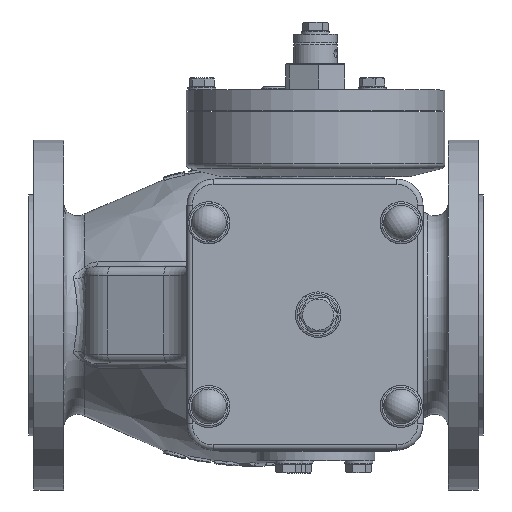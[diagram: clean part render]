
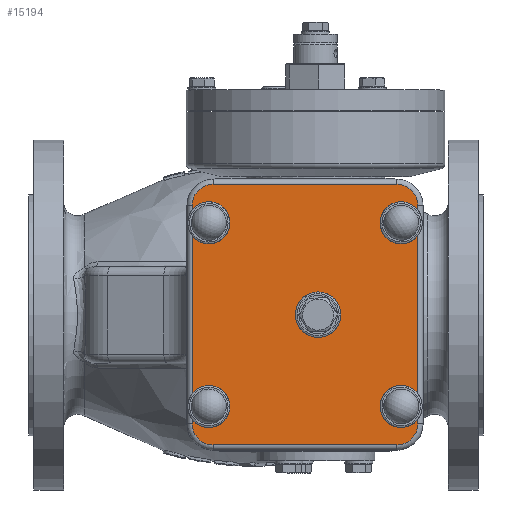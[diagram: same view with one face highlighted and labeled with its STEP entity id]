
A CAD part, top view. The second image highlights one B-rep face of the part: STEP entity #15194.
In plain terms, the highlighted planar face has unit normal (0, 0, 1).
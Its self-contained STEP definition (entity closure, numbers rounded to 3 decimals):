
#1262=FACE_BOUND('',#5164,.T.);
#1910=LINE('',#32360,#2587);
#1911=LINE('',#32369,#2588);
#1913=LINE('',#32373,#2590);
#1915=LINE('',#32376,#2592);
#1916=LINE('',#32384,#2593);
#1917=LINE('',#32393,#2594);
#1919=LINE('',#32397,#2596);
#1921=LINE('',#32400,#2598);
#2587=VECTOR('',#20359,10.);
#2588=VECTOR('',#20370,10.);
#2590=VECTOR('',#20372,10.);
#2592=VECTOR('',#20374,10.);
#2593=VECTOR('',#20385,10.);
#2594=VECTOR('',#20396,10.);
#2596=VECTOR('',#20398,10.);
#2598=VECTOR('',#20400,10.);
#3016=PLANE('',#16798);
#3928=FACE_OUTER_BOUND('',#5163,.T.);
#5163=EDGE_LOOP('',(#13675,#13676,#13677,#13678,#13679,#13680,#13681,#13682,
#13683,#13684,#13685,#13686,#13687,#13688,#13689,#13690));
#5164=EDGE_LOOP('',(#13691));
#6023=CIRCLE('',#16705,12.);
#6026=CIRCLE('',#16710,12.);
#6029=CIRCLE('',#16715,12.);
#6031=CIRCLE('',#16719,12.);
#6040=CIRCLE('',#16740,12.);
#6045=CIRCLE('',#16750,12.);
#6051=CIRCLE('',#16761,12.);
#6057=CIRCLE('',#16772,12.);
#6067=CIRCLE('',#16799,12.95);
#7514=VERTEX_POINT('',#32356);
#7515=VERTEX_POINT('',#32358);
#7516=VERTEX_POINT('',#32362);
#7517=VERTEX_POINT('',#32366);
#7518=VERTEX_POINT('',#32368);
#7519=VERTEX_POINT('',#32370);
#7520=VERTEX_POINT('',#32372);
#7521=VERTEX_POINT('',#32374);
#7522=VERTEX_POINT('',#32378);
#7523=VERTEX_POINT('',#32382);
#7524=VERTEX_POINT('',#32386);
#7525=VERTEX_POINT('',#32390);
#7526=VERTEX_POINT('',#32392);
#7527=VERTEX_POINT('',#32394);
#7528=VERTEX_POINT('',#32396);
#7529=VERTEX_POINT('',#32398);
#7557=VERTEX_POINT('',#32509);
#9562=EDGE_CURVE('',#7515,#7514,#1910,.T.);
#9564=EDGE_CURVE('',#7516,#7515,#6023,.T.);
#9566=EDGE_CURVE('',#7517,#7518,#1911,.T.);
#9568=EDGE_CURVE('',#7519,#7520,#1913,.T.);
#9570=EDGE_CURVE('',#7521,#7516,#1915,.T.);
#9572=EDGE_CURVE('',#7522,#7517,#6026,.T.);
#9574=EDGE_CURVE('',#7523,#7522,#1916,.T.);
#9576=EDGE_CURVE('',#7524,#7523,#6029,.T.);
#9578=EDGE_CURVE('',#7525,#7526,#1917,.T.);
#9580=EDGE_CURVE('',#7527,#7528,#1919,.T.);
#9582=EDGE_CURVE('',#7529,#7524,#1921,.T.);
#9583=EDGE_CURVE('',#7514,#7525,#6031,.T.);
#9592=EDGE_CURVE('',#7529,#7528,#6040,.T.);
#9597=EDGE_CURVE('',#7527,#7526,#6045,.T.);
#9603=EDGE_CURVE('',#7521,#7520,#6051,.T.);
#9609=EDGE_CURVE('',#7519,#7518,#6057,.T.);
#9619=EDGE_CURVE('',#7557,#7557,#6067,.T.);
#13675=ORIENTED_EDGE('',*,*,#9609,.T.);
#13676=ORIENTED_EDGE('',*,*,#9566,.F.);
#13677=ORIENTED_EDGE('',*,*,#9572,.F.);
#13678=ORIENTED_EDGE('',*,*,#9574,.F.);
#13679=ORIENTED_EDGE('',*,*,#9576,.F.);
#13680=ORIENTED_EDGE('',*,*,#9582,.F.);
#13681=ORIENTED_EDGE('',*,*,#9592,.T.);
#13682=ORIENTED_EDGE('',*,*,#9580,.F.);
#13683=ORIENTED_EDGE('',*,*,#9597,.T.);
#13684=ORIENTED_EDGE('',*,*,#9578,.F.);
#13685=ORIENTED_EDGE('',*,*,#9583,.F.);
#13686=ORIENTED_EDGE('',*,*,#9562,.F.);
#13687=ORIENTED_EDGE('',*,*,#9564,.F.);
#13688=ORIENTED_EDGE('',*,*,#9570,.F.);
#13689=ORIENTED_EDGE('',*,*,#9603,.T.);
#13690=ORIENTED_EDGE('',*,*,#9568,.F.);
#13691=ORIENTED_EDGE('',*,*,#9619,.T.);
#15194=ADVANCED_FACE('',(#3928,#1262),#3016,.T.);
#16705=AXIS2_PLACEMENT_3D('',#32364,#20364,#20365);
#16710=AXIS2_PLACEMENT_3D('',#32380,#20379,#20380);
#16715=AXIS2_PLACEMENT_3D('',#32388,#20390,#20391);
#16719=AXIS2_PLACEMENT_3D('',#32402,#20403,#20404);
#16740=AXIS2_PLACEMENT_3D('',#32430,#20445,#20446);
#16750=AXIS2_PLACEMENT_3D('',#32443,#20465,#20466);
#16761=AXIS2_PLACEMENT_3D('',#32458,#20487,#20488);
#16772=AXIS2_PLACEMENT_3D('',#32473,#20509,#20510);
#16798=AXIS2_PLACEMENT_3D('',#32508,#20561,#20562);
#16799=AXIS2_PLACEMENT_3D('',#32510,#20563,#20564);
#20359=DIRECTION('',(-1.,0.,0.));
#20364=DIRECTION('center_axis',(0.,0.,-1.));
#20365=DIRECTION('ref_axis',(0.707,-0.707,0.));
#20370=DIRECTION('',(0.,-1.,0.));
#20372=DIRECTION('',(0.,-1.,0.));
#20374=DIRECTION('',(0.,-1.,0.));
#20379=DIRECTION('center_axis',(0.,0.,-1.));
#20380=DIRECTION('ref_axis',(0.707,0.707,0.));
#20385=DIRECTION('',(1.,0.,0.));
#20390=DIRECTION('center_axis',(0.,0.,-1.));
#20391=DIRECTION('ref_axis',(-0.707,0.707,0.));
#20396=DIRECTION('',(0.,1.,0.));
#20398=DIRECTION('',(0.,1.,0.));
#20400=DIRECTION('',(0.,1.,0.));
#20403=DIRECTION('center_axis',(0.,0.,-1.));
#20404=DIRECTION('ref_axis',(-0.707,-0.707,0.));
#20445=DIRECTION('center_axis',(0.,0.,-1.));
#20446=DIRECTION('ref_axis',(0.,-1.,0.));
#20465=DIRECTION('center_axis',(0.,0.,-1.));
#20466=DIRECTION('ref_axis',(0.,-1.,0.));
#20487=DIRECTION('center_axis',(0.,0.,-1.));
#20488=DIRECTION('ref_axis',(0.,-1.,0.));
#20509=DIRECTION('center_axis',(0.,0.,-1.));
#20510=DIRECTION('ref_axis',(0.,-1.,0.));
#20561=DIRECTION('center_axis',(0.,0.,1.));
#20562=DIRECTION('ref_axis',(0.,1.,0.));
#20563=DIRECTION('center_axis',(0.,0.,-1.));
#20564=DIRECTION('ref_axis',(0.,-1.,0.));
#32356=CARTESIAN_POINT('',(-24.5,-74.5,140.));
#32358=CARTESIAN_POINT('',(80.5,-74.5,140.));
#32360=CARTESIAN_POINT('',(54.25,-74.5,140.));
#32362=CARTESIAN_POINT('',(92.5,-62.5,140.));
#32364=CARTESIAN_POINT('Origin',(80.5,-62.5,140.));
#32366=CARTESIAN_POINT('',(92.5,62.5,140.));
#32368=CARTESIAN_POINT('',(92.5,59.831,140.));
#32369=CARTESIAN_POINT('',(92.5,31.25,140.));
#32370=CARTESIAN_POINT('',(92.5,45.169,140.));
#32372=CARTESIAN_POINT('',(92.5,-45.169,140.));
#32373=CARTESIAN_POINT('',(92.5,31.25,140.));
#32374=CARTESIAN_POINT('',(92.5,-59.831,140.));
#32376=CARTESIAN_POINT('',(92.5,31.25,140.));
#32378=CARTESIAN_POINT('',(80.5,74.5,140.));
#32380=CARTESIAN_POINT('Origin',(80.5,62.5,140.));
#32382=CARTESIAN_POINT('',(-24.5,74.5,140.));
#32384=CARTESIAN_POINT('',(1.75,74.5,140.));
#32386=CARTESIAN_POINT('',(-36.5,62.5,140.));
#32388=CARTESIAN_POINT('Origin',(-24.5,62.5,140.));
#32390=CARTESIAN_POINT('',(-36.5,-62.5,140.));
#32392=CARTESIAN_POINT('',(-36.5,-59.831,140.));
#32393=CARTESIAN_POINT('',(-36.5,-31.25,140.));
#32394=CARTESIAN_POINT('',(-36.5,-45.169,140.));
#32396=CARTESIAN_POINT('',(-36.5,45.169,140.));
#32397=CARTESIAN_POINT('',(-36.5,-31.25,140.));
#32398=CARTESIAN_POINT('',(-36.5,59.831,140.));
#32400=CARTESIAN_POINT('',(-36.5,-31.25,140.));
#32402=CARTESIAN_POINT('Origin',(-24.5,-62.5,140.));
#32430=CARTESIAN_POINT('Origin',(-27.,52.5,140.));
#32443=CARTESIAN_POINT('Origin',(-27.,-52.5,140.));
#32458=CARTESIAN_POINT('Origin',(83.,-52.5,140.));
#32473=CARTESIAN_POINT('Origin',(83.,52.5,140.));
#32508=CARTESIAN_POINT('Origin',(28.,0.,140.));
#32509=CARTESIAN_POINT('',(35.5,12.95,140.));
#32510=CARTESIAN_POINT('Origin',(35.5,0.,140.));
